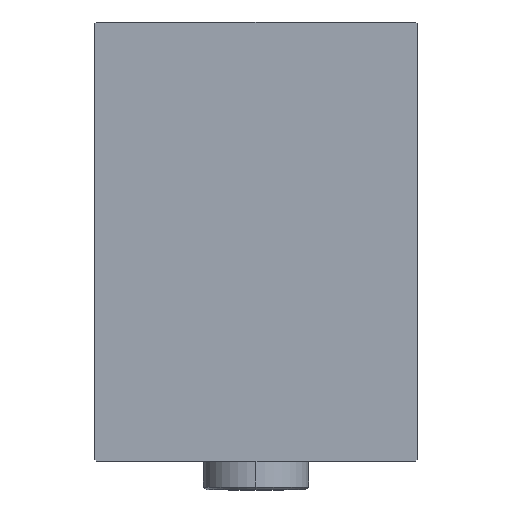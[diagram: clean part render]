
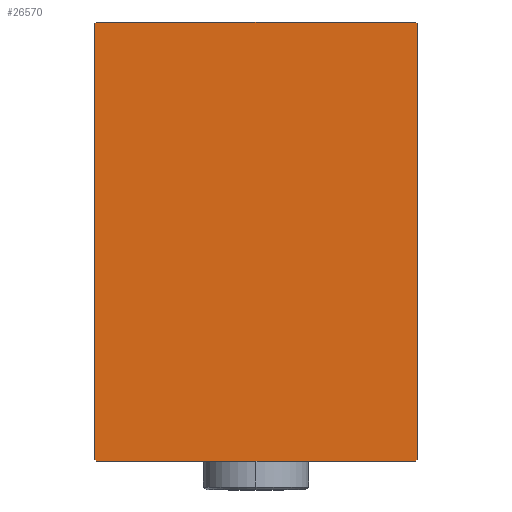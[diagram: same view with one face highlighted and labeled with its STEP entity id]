
A CAD part, left-side view. The second image highlights one B-rep face of the part: STEP entity #26570.
In plain terms, the highlighted face is planar.
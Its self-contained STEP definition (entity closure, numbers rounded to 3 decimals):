
#1687 = LINE ( 'NONE', #33007, #32448 ) ;
#2246 = DIRECTION ( 'NONE',  ( 0., 0.707, -0.707 ) ) ;
#2936 = ORIENTED_EDGE ( 'NONE', *, *, #25335, .T. ) ;
#3713 = CARTESIAN_POINT ( 'NONE',  ( 105., -27.2, -37.5 ) ) ;
#4583 = VERTEX_POINT ( 'NONE', #38795 ) ;
#5212 = CARTESIAN_POINT ( 'NONE',  ( 105., 32.35, -32.35 ) ) ;
#5553 = CARTESIAN_POINT ( 'NONE',  ( 105., 27.5, 37.5 ) ) ;
#5991 = DIRECTION ( 'NONE',  ( 0., -1., 0. ) ) ;
#6439 = CARTESIAN_POINT ( 'NONE',  ( 105., 27.5, 37.2 ) ) ;
#8165 = ORIENTED_EDGE ( 'NONE', *, *, #33799, .T. ) ;
#9124 = VECTOR ( 'NONE', #5991, 1000. ) ;
#9132 = LINE ( 'NONE', #18988, #17606 ) ;
#9402 = EDGE_CURVE ( 'NONE', #34109, #4583, #28573, .T. ) ;
#10429 = VERTEX_POINT ( 'NONE', #6439 ) ;
#12809 = CARTESIAN_POINT ( 'NONE',  ( 105., -27.5, -37.5 ) ) ;
#14144 = LINE ( 'NONE', #17501, #36387 ) ;
#16426 = VERTEX_POINT ( 'NONE', #3713 ) ;
#17420 = EDGE_CURVE ( 'NONE', #22518, #34109, #1687, .T. ) ;
#17501 = CARTESIAN_POINT ( 'NONE',  ( 105., 27.5, -37.5 ) ) ;
#17606 = VECTOR ( 'NONE', #36446, 1000. ) ;
#18280 = DIRECTION ( 'NONE',  ( 0., 0., -1. ) ) ;
#18640 = DIRECTION ( 'NONE',  ( 0., 0.707, 0.707 ) ) ;
#18988 = CARTESIAN_POINT ( 'NONE',  ( 105., 32.35, 32.35 ) ) ;
#19107 = DIRECTION ( 'NONE',  ( 1., 0., 0. ) ) ;
#19121 = VERTEX_POINT ( 'NONE', #23964 ) ;
#20623 = VECTOR ( 'NONE', #18640, 1000. ) ;
#21207 = ORIENTED_EDGE ( 'NONE', *, *, #17420, .T. ) ;
#22518 = VERTEX_POINT ( 'NONE', #40845 ) ;
#22713 = VERTEX_POINT ( 'NONE', #24708 ) ;
#23000 = EDGE_CURVE ( 'NONE', #10429, #34112, #9132, .T. ) ;
#23108 = FACE_OUTER_BOUND ( 'NONE', #36468, .T. ) ;
#23964 = CARTESIAN_POINT ( 'NONE',  ( 105., 27.5, -37.2 ) ) ;
#24708 = CARTESIAN_POINT ( 'NONE',  ( 105., 27.2, -37.5 ) ) ;
#24895 = VECTOR ( 'NONE', #2246, 1000. ) ;
#25335 = EDGE_CURVE ( 'NONE', #16426, #22713, #43700, .T. ) ;
#26445 = DIRECTION ( 'NONE',  ( 0., 1., 0. ) ) ;
#26570 = ADVANCED_FACE ( 'NONE', ( #23108 ), #30063, .T. ) ;
#28025 = DIRECTION ( 'NONE',  ( 0., 0., 1. ) ) ;
#28573 = LINE ( 'NONE', #42001, #28648 ) ;
#28648 = VECTOR ( 'NONE', #18280, 1000. ) ;
#29100 = LINE ( 'NONE', #39835, #24895 ) ;
#29847 = ORIENTED_EDGE ( 'NONE', *, *, #9402, .T. ) ;
#29884 = CARTESIAN_POINT ( 'NONE',  ( 105., -27.5, 37.2 ) ) ;
#30063 = PLANE ( 'NONE',  #44126 ) ;
#30333 = CARTESIAN_POINT ( 'NONE',  ( 105., 27.2, 37.5 ) ) ;
#31245 = ORIENTED_EDGE ( 'NONE', *, *, #33473, .T. ) ;
#31345 = EDGE_CURVE ( 'NONE', #34112, #22518, #43374, .T. ) ;
#32448 = VECTOR ( 'NONE', #36591, 1000. ) ;
#33007 = CARTESIAN_POINT ( 'NONE',  ( 105., -32.35, 32.35 ) ) ;
#33473 = EDGE_CURVE ( 'NONE', #22713, #19121, #42813, .T. ) ;
#33712 = ORIENTED_EDGE ( 'NONE', *, *, #34715, .T. ) ;
#33799 = EDGE_CURVE ( 'NONE', #4583, #16426, #29100, .T. ) ;
#34109 = VERTEX_POINT ( 'NONE', #29884 ) ;
#34112 = VERTEX_POINT ( 'NONE', #30333 ) ;
#34715 = EDGE_CURVE ( 'NONE', #19121, #10429, #14144, .T. ) ;
#35837 = ORIENTED_EDGE ( 'NONE', *, *, #23000, .T. ) ;
#36072 = ORIENTED_EDGE ( 'NONE', *, *, #31345, .T. ) ;
#36387 = VECTOR ( 'NONE', #28025, 1000. ) ;
#36446 = DIRECTION ( 'NONE',  ( 0., -0.707, 0.707 ) ) ;
#36468 = EDGE_LOOP ( 'NONE', ( #2936, #31245, #33712, #35837, #36072, #21207, #29847, #8165 ) ) ;
#36591 = DIRECTION ( 'NONE',  ( 0., -0.707, -0.707 ) ) ;
#36785 = DIRECTION ( 'NONE',  ( 0., 0., -1. ) ) ;
#38795 = CARTESIAN_POINT ( 'NONE',  ( 105., -27.5, -37.2 ) ) ;
#39835 = CARTESIAN_POINT ( 'NONE',  ( 105., -32.35, -32.35 ) ) ;
#40845 = CARTESIAN_POINT ( 'NONE',  ( 105., -27.2, 37.5 ) ) ;
#42001 = CARTESIAN_POINT ( 'NONE',  ( 105., -27.5, 37.5 ) ) ;
#42813 = LINE ( 'NONE', #5212, #20623 ) ;
#43374 = LINE ( 'NONE', #5553, #9124 ) ;
#43381 = VECTOR ( 'NONE', #26445, 1000. ) ;
#43700 = LINE ( 'NONE', #12809, #43381 ) ;
#43942 = CARTESIAN_POINT ( 'NONE',  ( 105., 0., 0. ) ) ;
#44126 = AXIS2_PLACEMENT_3D ( 'NONE', #43942, #19107, #36785 ) ;
